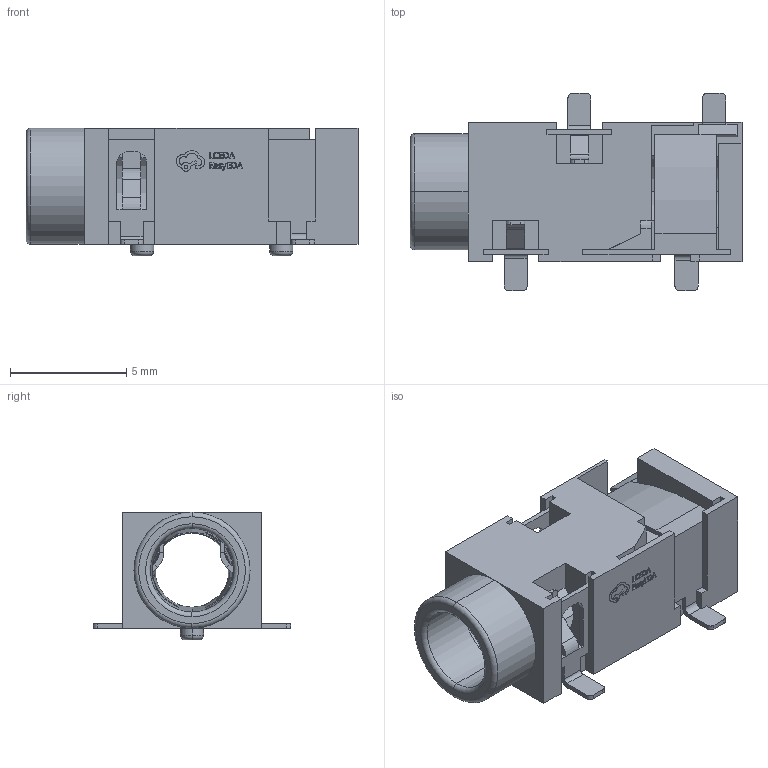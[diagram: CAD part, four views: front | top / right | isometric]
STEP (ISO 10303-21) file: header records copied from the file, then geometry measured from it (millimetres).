
FILE_DESCRIPTION (( 'STEP AP214' ), '1' );
FILE_NAME ('AUDIO-SMD_L11.8-W6.0-H5.0-4P.step', '2022-06-16T10:20:44', ( '' ), ( '' ), 'SwSTEP 2.0', 'SolidWorks 2020', '' );
FILE_SCHEMA (( 'AUTOMOTIVE_DESIGN' ));
Length unit declared in the file: millimetre
Products named in the file (1): AUDIO-SMD_L11.8-W6.0-H5.0-4P
Bounding box: 14.3 x 8.5 x 5.5 mm (x, y, z)
Volume: 215.4 mm3; surface area: 636.9 mm2
Topology: 1 solids, 1 shells, 466 faces, 1253 edges, 801 vertices
Faces by surface type: plane 315, bspline 98, cylinder 43, torus 8, cone 2
Entity records: 20069 total; most frequent: CARTESIAN_POINT 3863, ORIENTED_EDGE 2506, DIRECTION 1896, EDGE_CURVE 1253, LINE 924, VECTOR 924, VERTEX_POINT 801, EDGE_LOOP 496
